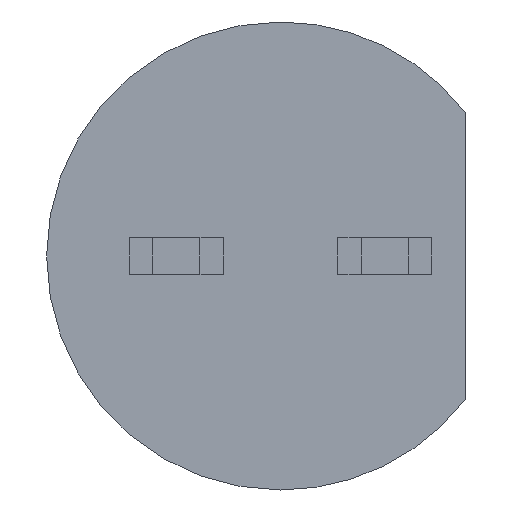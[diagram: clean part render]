
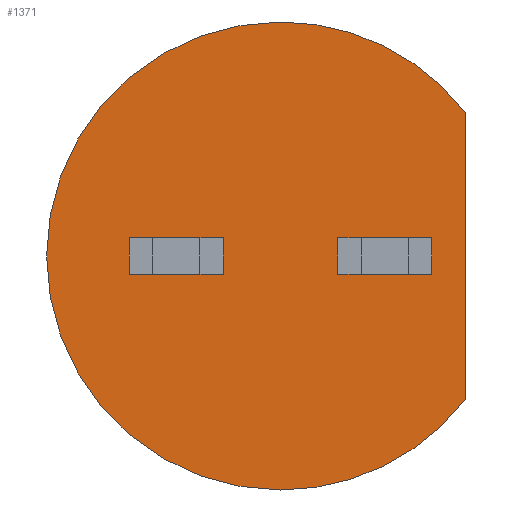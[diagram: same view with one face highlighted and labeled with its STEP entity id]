
A CAD part, front view. The second image highlights one B-rep face of the part: STEP entity #1371.
In plain terms, the highlighted planar face has unit normal (0, -1, 0).
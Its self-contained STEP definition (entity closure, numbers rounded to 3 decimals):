
#16 = ORIENTED_EDGE ( 'NONE', *, *, #1880, .T. ) ;
#29 = DIRECTION ( 'NONE',  ( 0., -1., 0. ) ) ;
#43 = AXIS2_PLACEMENT_3D ( 'NONE', #1698, #609, #1545 ) ;
#52 = CIRCLE ( 'NONE', #949, 1.9 ) ;
#92 = VERTEX_POINT ( 'NONE', #2008 ) ;
#112 = ORIENTED_EDGE ( 'NONE', *, *, #186, .T. ) ;
#131 = FACE_OUTER_BOUND ( 'NONE', #1872, .T. ) ;
#151 = DIRECTION ( 'NONE',  ( 0., 0., 1. ) ) ;
#186 = EDGE_CURVE ( 'NONE', #1602, #1505, #1461, .T. ) ;
#228 = DIRECTION ( 'NONE',  ( 0., 0., -1. ) ) ;
#393 = CARTESIAN_POINT ( 'NONE',  ( 0., 0., 0. ) ) ;
#418 = CARTESIAN_POINT ( 'NONE',  ( 0., 0., 0. ) ) ;
#508 = VERTEX_POINT ( 'NONE', #1787 ) ;
#572 = DIRECTION ( 'NONE',  ( 0., 0., -1. ) ) ;
#587 = EDGE_CURVE ( 'NONE', #92, #508, #52, .T. ) ;
#609 = DIRECTION ( 'NONE',  ( 0., 1., 0. ) ) ;
#624 = CIRCLE ( 'NONE', #1583, 1.9 ) ;
#639 = VECTOR ( 'NONE', #151, 1000. ) ;
#743 = ORIENTED_EDGE ( 'NONE', *, *, #587, .T. ) ;
#787 = CARTESIAN_POINT ( 'NONE',  ( 1.5, 0., 0. ) ) ;
#874 = CARTESIAN_POINT ( 'NONE',  ( 1.5, 0., 1.166 ) ) ;
#916 = PLANE ( 'NONE',  #43 ) ;
#945 = EDGE_CURVE ( 'NONE', #508, #1602, #1907, .T. ) ;
#949 = AXIS2_PLACEMENT_3D ( 'NONE', #418, #1506, #572 ) ;
#964 = DIRECTION ( 'NONE',  ( 0., 0., -1. ) ) ;
#1101 = DIRECTION ( 'NONE',  ( 0., -1., 0. ) ) ;
#1123 = CARTESIAN_POINT ( 'NONE',  ( 0., 0., 0. ) ) ;
#1176 = CARTESIAN_POINT ( 'NONE',  ( 1.5, 0., -1.166 ) ) ;
#1294 = ORIENTED_EDGE ( 'NONE', *, *, #945, .T. ) ;
#1371 = ADVANCED_FACE ( 'NONE', ( #131 ), #916, .F. ) ;
#1461 = LINE ( 'NONE', #787, #639 ) ;
#1505 = VERTEX_POINT ( 'NONE', #874 ) ;
#1506 = DIRECTION ( 'NONE',  ( 0., -1., 0. ) ) ;
#1529 = AXIS2_PLACEMENT_3D ( 'NONE', #1123, #29, #964 ) ;
#1545 = DIRECTION ( 'NONE',  ( 0., 0., 1. ) ) ;
#1583 = AXIS2_PLACEMENT_3D ( 'NONE', #393, #1101, #228 ) ;
#1602 = VERTEX_POINT ( 'NONE', #1176 ) ;
#1698 = CARTESIAN_POINT ( 'NONE',  ( 0., 0., 0. ) ) ;
#1787 = CARTESIAN_POINT ( 'NONE',  ( 0., 0., -1.9 ) ) ;
#1872 = EDGE_LOOP ( 'NONE', ( #16, #743, #1294, #112 ) ) ;
#1880 = EDGE_CURVE ( 'NONE', #1505, #92, #624, .T. ) ;
#1907 = CIRCLE ( 'NONE', #1529, 1.9 ) ;
#2008 = CARTESIAN_POINT ( 'NONE',  ( 0., 0., 1.9 ) ) ;
